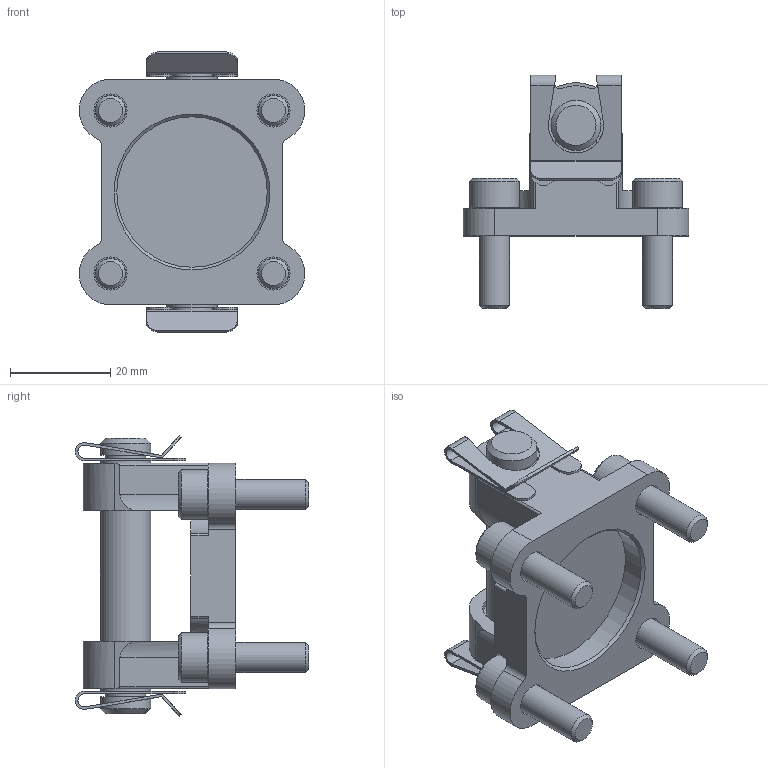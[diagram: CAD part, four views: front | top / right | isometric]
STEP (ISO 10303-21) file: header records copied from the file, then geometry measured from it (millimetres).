
FILE_DESCRIPTION(/* description */ ('STEP AP214'),/* implementation_level */ '2;1');
FILE_NAME(/* name */ '174390_SNCB-32',/* time_stamp */ '2024-09-12T08:54:59+02:00',/* author */ ('License CC BY-ND 4.0'),/* organization */ ('CADENAS'),/* preprocessor_version */ 'ST-DEVELOPER v19.3',/* originating_system */ 'PARTsolutions',/* authorisation */ ' ');
FILE_SCHEMA (('AUTOMOTIVE_DESIGN {1 0 10303 214 3 1 1}'));
Length unit declared in the file: millimetre
Products named in the file (5): 174390 SNCB-32---(0); 174390 SNCB-32---(SF_00); DIN-912 - M6x20(F); 369041 BZ-10-046,0-AA (55); 210029 10 SXN 08 VERZINKT:SL
Assembly tree (8 placements, depth 2):
  174390 SNCB-32---(0)
    174390 SNCB-32---(SF_00)
    DIN-912 - M6x20(F)  x4
    369041 BZ-10-046,0-AA (55)
    210029 10 SXN 08 VERZINKT:SL  x2
Bounding box: 44.99 x 46.5 x 55.93 mm (x, y, z)
Volume: 22760.4 mm3; surface area: 15301.3 mm2
Topology: 8 solids, 8 shells, 249 faces, 579 edges, 356 vertices
Faces by surface type: plane 121, cylinder 77, cone 49, torus 2
Full cylindrical faces by diameter (mm): 6 x4, 6.6 x4, 8 x2, 10 x9, 11.6 x2, 11.8 x2, 30 x1
Entity records: 4102 total; most frequent: CARTESIAN_POINT 727, DIRECTION 718, ORIENTED_EDGE 606, EDGE_CURVE 303, AXIS2_PLACEMENT_3D 283, VERTEX_POINT 212, FACE_BOUND 189, EDGE_LOOP 188
